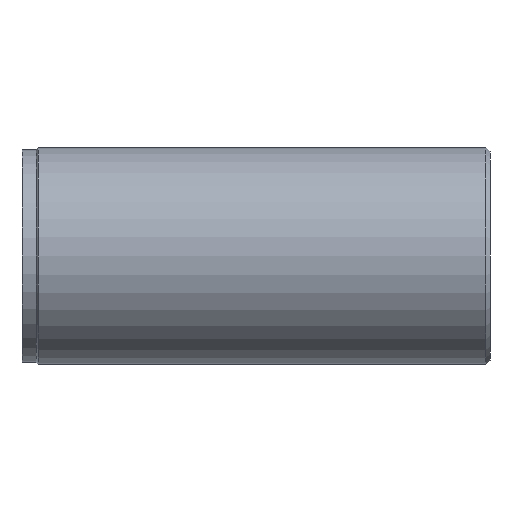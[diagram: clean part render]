
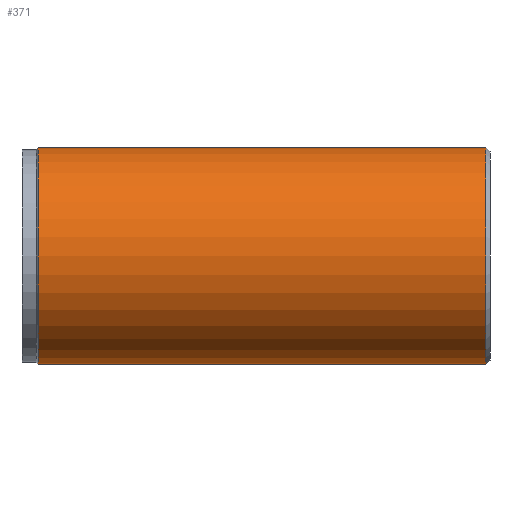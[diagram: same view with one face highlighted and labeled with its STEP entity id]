
A CAD part, front view. The second image highlights one B-rep face of the part: STEP entity #371.
In plain terms, the highlighted cylindrical face has radius 13.22 mm (diameter 26.441 mm), a partial arc.
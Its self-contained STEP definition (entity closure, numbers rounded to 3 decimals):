
#15 = DIRECTION ( 'NONE',  ( 0., 0., -1. ) ) ;
#16 = CARTESIAN_POINT ( 'NONE',  ( 78.5, 0., -13.22 ) ) ;
#18 = DIRECTION ( 'NONE',  ( -1., 0., 0. ) ) ;
#40 = AXIS2_PLACEMENT_3D ( 'NONE', #189, #134, #128 ) ;
#42 = CARTESIAN_POINT ( 'NONE',  ( 24., 0., 13.22 ) ) ;
#50 = ORIENTED_EDGE ( 'NONE', *, *, #159, .T. ) ;
#67 = CARTESIAN_POINT ( 'NONE',  ( 0., 0., 13.22 ) ) ;
#102 = CARTESIAN_POINT ( 'NONE',  ( 0., 0., 0. ) ) ;
#106 = LINE ( 'NONE', #188, #395 ) ;
#109 = FACE_OUTER_BOUND ( 'NONE', #158, .T. ) ;
#128 = DIRECTION ( 'NONE',  ( 0., 0., 1. ) ) ;
#134 = DIRECTION ( 'NONE',  ( -1., 0., 0. ) ) ;
#139 = CARTESIAN_POINT ( 'NONE',  ( 78.5, 0., 13.22 ) ) ;
#158 = EDGE_LOOP ( 'NONE', ( #329, #276, #50, #357 ) ) ;
#159 = EDGE_CURVE ( 'NONE', #367, #169, #164, .T. ) ;
#164 = LINE ( 'NONE', #67, #380 ) ;
#167 = DIRECTION ( 'NONE',  ( -1., 0., 0. ) ) ;
#169 = VERTEX_POINT ( 'NONE', #42 ) ;
#184 = CIRCLE ( 'NONE', #40, 13.22 ) ;
#188 = CARTESIAN_POINT ( 'NONE',  ( 0., 0., -13.22 ) ) ;
#189 = CARTESIAN_POINT ( 'NONE',  ( 78.5, 0., 0. ) ) ;
#191 = DIRECTION ( 'NONE',  ( -1., 0., 0. ) ) ;
#194 = CYLINDRICAL_SURFACE ( 'NONE', #245, 13.22 ) ;
#199 = CARTESIAN_POINT ( 'NONE',  ( 24., 0., 0. ) ) ;
#208 = CIRCLE ( 'NONE', #374, 13.22 ) ;
#222 = EDGE_CURVE ( 'NONE', #375, #364, #106, .T. ) ;
#245 = AXIS2_PLACEMENT_3D ( 'NONE', #102, #167, #286 ) ;
#252 = DIRECTION ( 'NONE',  ( 1., 0., 0. ) ) ;
#270 = EDGE_CURVE ( 'NONE', #375, #367, #184, .T. ) ;
#276 = ORIENTED_EDGE ( 'NONE', *, *, #270, .T. ) ;
#286 = DIRECTION ( 'NONE',  ( 0., 0., 1. ) ) ;
#291 = CARTESIAN_POINT ( 'NONE',  ( 24., 0., -13.22 ) ) ;
#296 = EDGE_CURVE ( 'NONE', #169, #364, #208, .T. ) ;
#329 = ORIENTED_EDGE ( 'NONE', *, *, #222, .F. ) ;
#357 = ORIENTED_EDGE ( 'NONE', *, *, #296, .T. ) ;
#364 = VERTEX_POINT ( 'NONE', #291 ) ;
#367 = VERTEX_POINT ( 'NONE', #139 ) ;
#371 = ADVANCED_FACE ( 'NONE', ( #109 ), #194, .T. ) ;
#374 = AXIS2_PLACEMENT_3D ( 'NONE', #199, #252, #15 ) ;
#375 = VERTEX_POINT ( 'NONE', #16 ) ;
#380 = VECTOR ( 'NONE', #18, 1000. ) ;
#395 = VECTOR ( 'NONE', #191, 1000. ) ;
